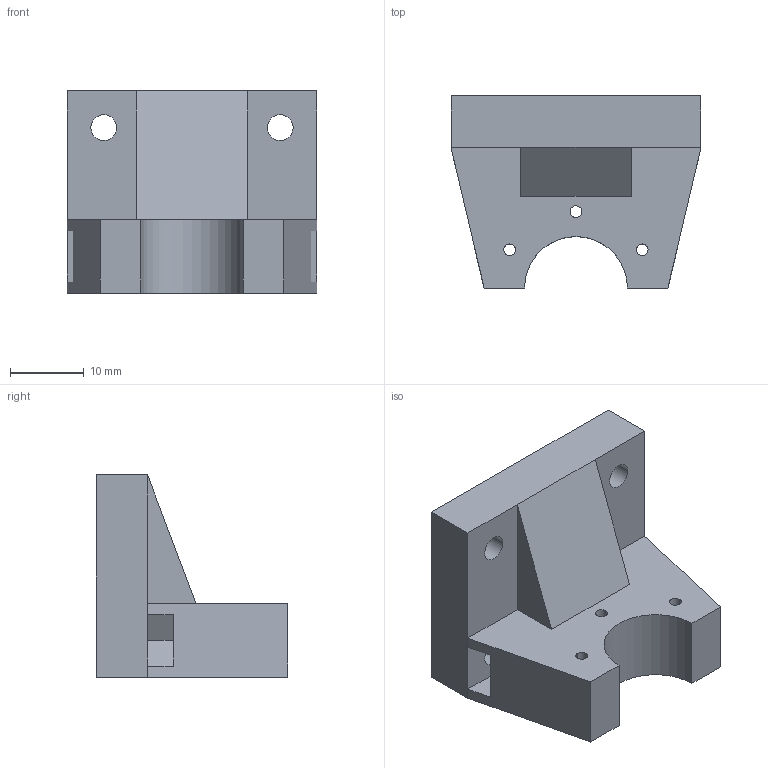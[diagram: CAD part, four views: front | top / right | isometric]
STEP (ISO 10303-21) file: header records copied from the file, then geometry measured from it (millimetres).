
FILE_DESCRIPTION (( 'STEP AP203' ), '1' );
FILE_NAME ('Belt-holder_a falta de nombre mejor.STEP', '2015-10-27T12:15:32', ( '' ), ( '' ), 'SwSTEP 2.0', 'SolidWorks 2014', '' );
FILE_SCHEMA (( 'CONFIG_CONTROL_DESIGN' ));
Length unit declared in the file: millimetre
Products named in the file (1): Belt-holder_a falta de nombre mejor
Bounding box: 34 x 26.1 x 27.5 mm (x, y, z)
Volume: 11476.3 mm3; surface area: 4913.8 mm2
Topology: 1 solids, 1 shells, 48 faces, 124 edges, 80 vertices
Faces by surface type: plane 29, cylinder 19
Entity records: 1567 total; most frequent: DIRECTION 260, CARTESIAN_POINT 253, ORIENTED_EDGE 248, EDGE_CURVE 124, AXIS2_PLACEMENT_3D 87, VECTOR 86, LINE 86, VERTEX_POINT 80
